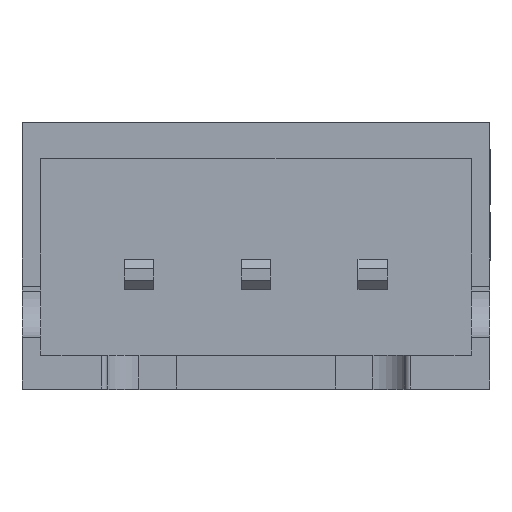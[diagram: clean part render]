
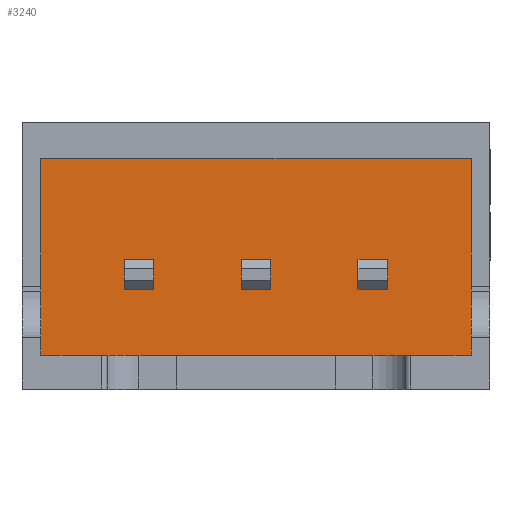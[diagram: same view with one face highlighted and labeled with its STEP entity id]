
A CAD part, top view. The second image highlights one B-rep face of the part: STEP entity #3240.
In plain terms, the highlighted planar face has unit normal (0, 0, 1).
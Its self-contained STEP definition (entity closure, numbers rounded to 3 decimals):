
#105 = CARTESIAN_POINT ( 'NONE',  ( 4.6, -1.725, 2.5 ) ) ;
#528 = CARTESIAN_POINT ( 'NONE',  ( -0.32, 0., 2.5 ) ) ;
#608 = LINE ( 'NONE', #8800, #11968 ) ;
#685 = LINE ( 'NONE', #3180, #8415 ) ;
#996 = VECTOR ( 'NONE', #8614, 1000. ) ;
#1266 = VECTOR ( 'NONE', #15853, 1000. ) ;
#1561 = EDGE_CURVE ( 'NONE', #3414, #17372, #12375, .T. ) ;
#1686 = ORIENTED_EDGE ( 'NONE', *, *, #4634, .F. ) ;
#1969 = DIRECTION ( 'NONE',  ( 0., -1., 0. ) ) ;
#2336 = EDGE_CURVE ( 'NONE', #15613, #6122, #8397, .T. ) ;
#2420 = CARTESIAN_POINT ( 'NONE',  ( 4.6, 2.475, 2.5 ) ) ;
#2532 = VERTEX_POINT ( 'NONE', #12176 ) ;
#2638 = DIRECTION ( 'NONE',  ( 1., 0., 0. ) ) ;
#2775 = DIRECTION ( 'NONE',  ( 1., 0., 0. ) ) ;
#2782 = DIRECTION ( 'NONE',  ( -1., 0., 0. ) ) ;
#2794 = DIRECTION ( 'NONE',  ( 0., -1., 0. ) ) ;
#3180 = CARTESIAN_POINT ( 'NONE',  ( -4.6, 2.475, 2.5 ) ) ;
#3240 = ADVANCED_FACE ( 'NONE', ( #6804, #15491, #12358, #12447 ), #7084, .T. ) ;
#3295 = EDGE_CURVE ( 'NONE', #7005, #14626, #12604, .T. ) ;
#3308 = EDGE_LOOP ( 'NONE', ( #11808, #6860, #8518, #16659 ) ) ;
#3414 = VERTEX_POINT ( 'NONE', #6194 ) ;
#3678 = VERTEX_POINT ( 'NONE', #5901 ) ;
#3777 = EDGE_CURVE ( 'NONE', #6270, #4523, #685, .T. ) ;
#3898 = VERTEX_POINT ( 'NONE', #2420 ) ;
#3927 = VERTEX_POINT ( 'NONE', #10723 ) ;
#4177 = VECTOR ( 'NONE', #2782, 1000. ) ;
#4229 = ORIENTED_EDGE ( 'NONE', *, *, #2336, .T. ) ;
#4294 = VERTEX_POINT ( 'NONE', #8107 ) ;
#4398 = CARTESIAN_POINT ( 'NONE',  ( 0.32, 0.32, 2.5 ) ) ;
#4417 = EDGE_CURVE ( 'NONE', #4523, #13125, #4795, .T. ) ;
#4523 = VERTEX_POINT ( 'NONE', #5261 ) ;
#4572 = ORIENTED_EDGE ( 'NONE', *, *, #16870, .T. ) ;
#4634 = EDGE_CURVE ( 'NONE', #2532, #17179, #6177, .T. ) ;
#4663 = EDGE_LOOP ( 'NONE', ( #6542, #11282, #10518, #4572 ) ) ;
#4795 = LINE ( 'NONE', #6578, #7071 ) ;
#4879 = DIRECTION ( 'NONE',  ( 0., -1., 0. ) ) ;
#5062 = LINE ( 'NONE', #9065, #14851 ) ;
#5206 = VERTEX_POINT ( 'NONE', #6507 ) ;
#5261 = CARTESIAN_POINT ( 'NONE',  ( -4.6, -1.725, 2.5 ) ) ;
#5398 = CARTESIAN_POINT ( 'NONE',  ( 0., 0., 2.5 ) ) ;
#5417 = CARTESIAN_POINT ( 'NONE',  ( 2.82, 0., 2.5 ) ) ;
#5458 = EDGE_CURVE ( 'NONE', #3898, #6270, #608, .T. ) ;
#5754 = CARTESIAN_POINT ( 'NONE',  ( -2.18, -0.32, 2.5 ) ) ;
#5763 = CARTESIAN_POINT ( 'NONE',  ( 0., -0.32, 2.5 ) ) ;
#5901 = CARTESIAN_POINT ( 'NONE',  ( -2.82, 0.32, 2.5 ) ) ;
#6096 = DIRECTION ( 'NONE',  ( 0., -1., 0. ) ) ;
#6122 = VERTEX_POINT ( 'NONE', #10850 ) ;
#6177 = LINE ( 'NONE', #13315, #13287 ) ;
#6194 = CARTESIAN_POINT ( 'NONE',  ( 2.82, 0.32, 2.5 ) ) ;
#6239 = CARTESIAN_POINT ( 'NONE',  ( -2.18, 0., 2.5 ) ) ;
#6270 = VERTEX_POINT ( 'NONE', #12677 ) ;
#6304 = DIRECTION ( 'NONE',  ( -1., 0., 0. ) ) ;
#6507 = CARTESIAN_POINT ( 'NONE',  ( -2.18, 0.32, 2.5 ) ) ;
#6542 = ORIENTED_EDGE ( 'NONE', *, *, #16998, .F. ) ;
#6578 = CARTESIAN_POINT ( 'NONE',  ( -4.6, -1.725, 2.5 ) ) ;
#6725 = DIRECTION ( 'NONE',  ( 0., 0., 1. ) ) ;
#6804 = FACE_BOUND ( 'NONE', #8478, .T. ) ;
#6860 = ORIENTED_EDGE ( 'NONE', *, *, #4417, .T. ) ;
#7005 = VERTEX_POINT ( 'NONE', #12201 ) ;
#7071 = VECTOR ( 'NONE', #10569, 1000. ) ;
#7072 = ORIENTED_EDGE ( 'NONE', *, *, #1561, .T. ) ;
#7084 = PLANE ( 'NONE',  #14646 ) ;
#7223 = VECTOR ( 'NONE', #13476, 1000. ) ;
#7291 = LINE ( 'NONE', #8742, #15737 ) ;
#7311 = ORIENTED_EDGE ( 'NONE', *, *, #16106, .T. ) ;
#7811 = LINE ( 'NONE', #528, #11666 ) ;
#8107 = CARTESIAN_POINT ( 'NONE',  ( -0.32, -0.32, 2.5 ) ) ;
#8397 = LINE ( 'NONE', #9687, #11418 ) ;
#8415 = VECTOR ( 'NONE', #1969, 1000. ) ;
#8478 = EDGE_LOOP ( 'NONE', ( #1686, #12309, #7072, #9378 ) ) ;
#8493 = CARTESIAN_POINT ( 'NONE',  ( 0., 0.32, 2.5 ) ) ;
#8518 = ORIENTED_EDGE ( 'NONE', *, *, #17220, .T. ) ;
#8614 = DIRECTION ( 'NONE',  ( 0., 1., 0. ) ) ;
#8742 = CARTESIAN_POINT ( 'NONE',  ( 0., 0.32, 2.5 ) ) ;
#8800 = CARTESIAN_POINT ( 'NONE',  ( -4.6, 2.475, 2.5 ) ) ;
#9065 = CARTESIAN_POINT ( 'NONE',  ( -2.82, 0., 2.5 ) ) ;
#9244 = VECTOR ( 'NONE', #13777, 1000. ) ;
#9378 = ORIENTED_EDGE ( 'NONE', *, *, #16045, .T. ) ;
#9687 = CARTESIAN_POINT ( 'NONE',  ( 0., -0.32, 2.5 ) ) ;
#9737 = EDGE_CURVE ( 'NONE', #14626, #3927, #11393, .T. ) ;
#10022 = VECTOR ( 'NONE', #2794, 1000. ) ;
#10339 = ORIENTED_EDGE ( 'NONE', *, *, #16735, .T. ) ;
#10518 = ORIENTED_EDGE ( 'NONE', *, *, #9737, .T. ) ;
#10569 = DIRECTION ( 'NONE',  ( 1., 0., 0. ) ) ;
#10723 = CARTESIAN_POINT ( 'NONE',  ( 0.32, -0.32, 2.5 ) ) ;
#10850 = CARTESIAN_POINT ( 'NONE',  ( -2.82, -0.32, 2.5 ) ) ;
#11216 = CARTESIAN_POINT ( 'NONE',  ( 2.18, -0.32, 2.5 ) ) ;
#11282 = ORIENTED_EDGE ( 'NONE', *, *, #3295, .T. ) ;
#11393 = LINE ( 'NONE', #14421, #15596 ) ;
#11418 = VECTOR ( 'NONE', #15326, 1000. ) ;
#11666 = VECTOR ( 'NONE', #13270, 1000. ) ;
#11808 = ORIENTED_EDGE ( 'NONE', *, *, #3777, .T. ) ;
#11968 = VECTOR ( 'NONE', #6304, 1000. ) ;
#12176 = CARTESIAN_POINT ( 'NONE',  ( 2.18, 0.32, 2.5 ) ) ;
#12201 = CARTESIAN_POINT ( 'NONE',  ( -0.32, 0.32, 2.5 ) ) ;
#12309 = ORIENTED_EDGE ( 'NONE', *, *, #14856, .T. ) ;
#12358 = FACE_BOUND ( 'NONE', #15864, .T. ) ;
#12375 = LINE ( 'NONE', #5417, #10022 ) ;
#12447 = FACE_OUTER_BOUND ( 'NONE', #3308, .T. ) ;
#12554 = CARTESIAN_POINT ( 'NONE',  ( 0., -0.32, 2.5 ) ) ;
#12604 = LINE ( 'NONE', #14077, #17292 ) ;
#12677 = CARTESIAN_POINT ( 'NONE',  ( -4.6, 2.475, 2.5 ) ) ;
#12967 = CARTESIAN_POINT ( 'NONE',  ( 4.6, 2.475, 2.5 ) ) ;
#12985 = LINE ( 'NONE', #5763, #1266 ) ;
#13125 = VERTEX_POINT ( 'NONE', #105 ) ;
#13270 = DIRECTION ( 'NONE',  ( 0., -1., 0. ) ) ;
#13287 = VECTOR ( 'NONE', #4879, 1000. ) ;
#13311 = ORIENTED_EDGE ( 'NONE', *, *, #14733, .F. ) ;
#13315 = CARTESIAN_POINT ( 'NONE',  ( 2.18, 0., 2.5 ) ) ;
#13476 = DIRECTION ( 'NONE',  ( 0., -1., 0. ) ) ;
#13777 = DIRECTION ( 'NONE',  ( 1., 0., 0. ) ) ;
#14077 = CARTESIAN_POINT ( 'NONE',  ( 0., 0.32, 2.5 ) ) ;
#14421 = CARTESIAN_POINT ( 'NONE',  ( 0.32, 0., 2.5 ) ) ;
#14626 = VERTEX_POINT ( 'NONE', #4398 ) ;
#14646 = AXIS2_PLACEMENT_3D ( 'NONE', #5398, #6725, #2775 ) ;
#14733 = EDGE_CURVE ( 'NONE', #3678, #6122, #5062, .T. ) ;
#14851 = VECTOR ( 'NONE', #17979, 1000. ) ;
#14856 = EDGE_CURVE ( 'NONE', #2532, #3414, #15523, .T. ) ;
#15326 = DIRECTION ( 'NONE',  ( -1., 0., 0. ) ) ;
#15406 = LINE ( 'NONE', #12554, #4177 ) ;
#15491 = FACE_BOUND ( 'NONE', #4663, .T. ) ;
#15523 = LINE ( 'NONE', #8493, #9244 ) ;
#15596 = VECTOR ( 'NONE', #6096, 1000. ) ;
#15613 = VERTEX_POINT ( 'NONE', #5754 ) ;
#15737 = VECTOR ( 'NONE', #17178, 1000. ) ;
#15853 = DIRECTION ( 'NONE',  ( -1., 0., 0. ) ) ;
#15864 = EDGE_LOOP ( 'NONE', ( #13311, #7311, #10339, #4229 ) ) ;
#16045 = EDGE_CURVE ( 'NONE', #17372, #17179, #15406, .T. ) ;
#16106 = EDGE_CURVE ( 'NONE', #3678, #5206, #7291, .T. ) ;
#16150 = LINE ( 'NONE', #6239, #7223 ) ;
#16659 = ORIENTED_EDGE ( 'NONE', *, *, #5458, .T. ) ;
#16735 = EDGE_CURVE ( 'NONE', #5206, #15613, #16150, .T. ) ;
#16870 = EDGE_CURVE ( 'NONE', #3927, #4294, #12985, .T. ) ;
#16998 = EDGE_CURVE ( 'NONE', #7005, #4294, #7811, .T. ) ;
#17063 = LINE ( 'NONE', #12967, #996 ) ;
#17178 = DIRECTION ( 'NONE',  ( 1., 0., 0. ) ) ;
#17179 = VERTEX_POINT ( 'NONE', #11216 ) ;
#17220 = EDGE_CURVE ( 'NONE', #13125, #3898, #17063, .T. ) ;
#17292 = VECTOR ( 'NONE', #2638, 1000. ) ;
#17340 = CARTESIAN_POINT ( 'NONE',  ( 2.82, -0.32, 2.5 ) ) ;
#17372 = VERTEX_POINT ( 'NONE', #17340 ) ;
#17979 = DIRECTION ( 'NONE',  ( 0., -1., 0. ) ) ;
